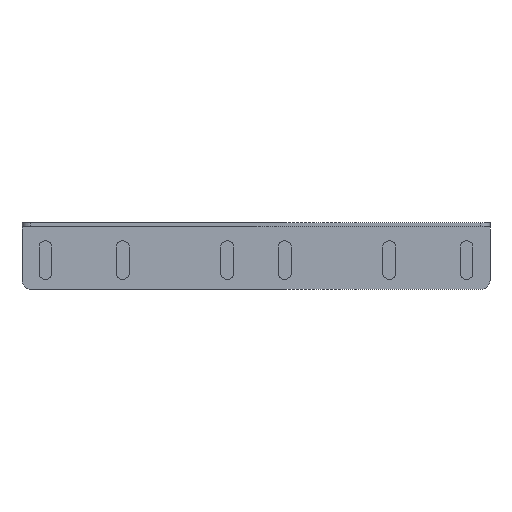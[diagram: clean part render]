
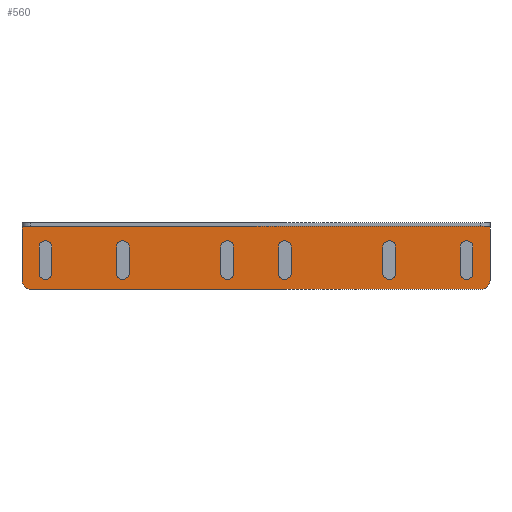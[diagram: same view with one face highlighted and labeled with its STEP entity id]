
A CAD part, top view. The second image highlights one B-rep face of the part: STEP entity #560.
In plain terms, the highlighted planar face has unit normal (0, 0, 1).
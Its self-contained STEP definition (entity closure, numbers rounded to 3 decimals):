
#41=FACE_OUTER_BOUND('',#70,.T.);
#70=EDGE_LOOP('',(#431,#432,#433,#434,#435,#436,#437,#438));
#109=LINE('',#924,#164);
#110=LINE('',#927,#165);
#111=LINE('',#929,#166);
#112=LINE('',#933,#167);
#113=LINE('',#937,#168);
#114=LINE('',#938,#169);
#164=VECTOR('',#731,1.);
#165=VECTOR('',#734,1.);
#166=VECTOR('',#735,1.);
#167=VECTOR('',#738,1.);
#168=VECTOR('',#741,1.);
#169=VECTOR('',#742,1.);
#216=CIRCLE('',#629,5.);
#217=CIRCLE('',#630,5.);
#261=VERTEX_POINT('',#910);
#267=VERTEX_POINT('',#922);
#268=VERTEX_POINT('',#926);
#269=VERTEX_POINT('',#928);
#270=VERTEX_POINT('',#930);
#271=VERTEX_POINT('',#932);
#272=VERTEX_POINT('',#934);
#273=VERTEX_POINT('',#936);
#341=EDGE_CURVE('',#267,#261,#109,.T.);
#342=EDGE_CURVE('',#268,#267,#110,.T.);
#343=EDGE_CURVE('',#269,#268,#111,.T.);
#344=EDGE_CURVE('',#270,#269,#216,.T.);
#345=EDGE_CURVE('',#270,#271,#112,.T.);
#346=EDGE_CURVE('',#272,#271,#217,.T.);
#347=EDGE_CURVE('',#272,#273,#113,.T.);
#348=EDGE_CURVE('',#273,#261,#114,.T.);
#431=ORIENTED_EDGE('',*,*,#341,.F.);
#432=ORIENTED_EDGE('',*,*,#342,.F.);
#433=ORIENTED_EDGE('',*,*,#343,.F.);
#434=ORIENTED_EDGE('',*,*,#344,.F.);
#435=ORIENTED_EDGE('',*,*,#345,.T.);
#436=ORIENTED_EDGE('',*,*,#346,.F.);
#437=ORIENTED_EDGE('',*,*,#347,.T.);
#438=ORIENTED_EDGE('',*,*,#348,.T.);
#536=PLANE('',#628);
#560=ADVANCED_FACE('',(#41),#536,.F.);
#628=AXIS2_PLACEMENT_3D('',#925,#732,#733);
#629=AXIS2_PLACEMENT_3D('',#931,#736,#737);
#630=AXIS2_PLACEMENT_3D('',#935,#739,#740);
#731=DIRECTION('',(1.,0.,0.));
#732=DIRECTION('center_axis',(0.,0.,-1.));
#733=DIRECTION('ref_axis',(0.,1.,0.));
#734=DIRECTION('',(0.,1.,0.));
#735=DIRECTION('',(0.,1.,0.));
#736=DIRECTION('center_axis',(0.,0.,-1.));
#737=DIRECTION('ref_axis',(1.,0.,0.));
#738=DIRECTION('',(1.,0.,0.));
#739=DIRECTION('center_axis',(0.,0.,-1.));
#740=DIRECTION('ref_axis',(1.,0.,0.));
#741=DIRECTION('',(0.,1.,0.));
#742=DIRECTION('',(0.,1.,0.));
#910=CARTESIAN_POINT('',(267.689,42.378,0.));
#922=CARTESIAN_POINT('',(7.689,42.378,0.));
#924=CARTESIAN_POINT('',(137.689,42.378,0.));
#925=CARTESIAN_POINT('Origin',(137.689,7.378,0.));
#926=CARTESIAN_POINT('',(7.689,40.878,0.));
#927=CARTESIAN_POINT('',(7.689,25.378,0.));
#928=CARTESIAN_POINT('',(7.689,12.378,0.));
#929=CARTESIAN_POINT('',(7.689,26.628,0.));
#930=CARTESIAN_POINT('',(12.689,7.378,0.));
#931=CARTESIAN_POINT('Origin',(12.689,12.378,0.));
#932=CARTESIAN_POINT('',(262.689,7.378,0.));
#933=CARTESIAN_POINT('',(137.689,7.378,0.));
#934=CARTESIAN_POINT('',(267.689,12.378,0.));
#935=CARTESIAN_POINT('Origin',(262.689,12.378,0.));
#936=CARTESIAN_POINT('',(267.689,40.878,0.));
#937=CARTESIAN_POINT('',(267.689,26.628,0.));
#938=CARTESIAN_POINT('',(267.689,25.378,0.));
